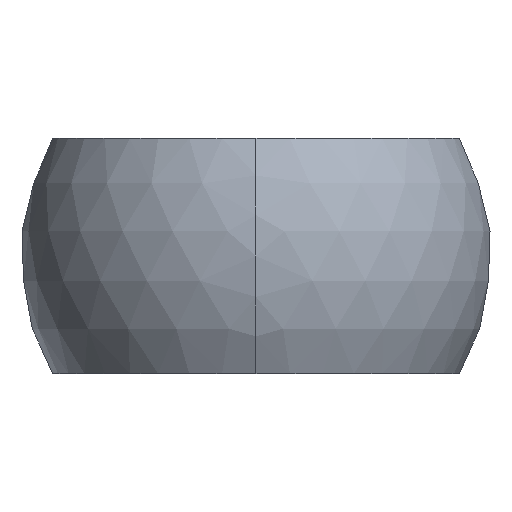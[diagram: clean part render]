
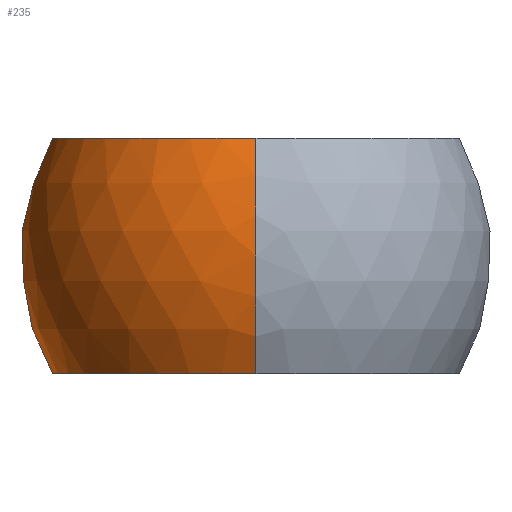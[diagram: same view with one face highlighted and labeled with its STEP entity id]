
A CAD part, left-side view. The second image highlights one B-rep face of the part: STEP entity #235.
In plain terms, the highlighted spherical face has radius 7 mm.
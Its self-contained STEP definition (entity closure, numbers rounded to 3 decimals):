
#109=VERTEX_POINT('',#296);
#119=VERTEX_POINT('',#307);
#131=EDGE_CURVE('',#109,#119,#320,.T.);
#175=EDGE_CURVE('',#119,#277,#367,.T.);
#207=EDGE_CURVE('',#277,#259,#402,.T.);
#235=ADVANCED_FACE('',(#435),#436,.T.);
#259=VERTEX_POINT('',#467);
#273=EDGE_CURVE('',#259,#109,#481,.T.);
#277=VERTEX_POINT('',#485);
#296=CARTESIAN_POINT('',(5.4,2.756,-3.5));
#307=CARTESIAN_POINT('',(5.4,2.756,3.5));
#320=CIRCLE('',#547,4.455);
#367=CIRCLE('',#674,6.062);
#402=CIRCLE('',#717,7.0);
#435=FACE_OUTER_BOUND('',#758,.T.);
#436=SPHERICAL_SURFACE('',#759,7.0);
#467=CARTESIAN_POINT('',(-6.062,0.,-3.5));
#481=CIRCLE('',#816,6.062);
#485=CARTESIAN_POINT('',(-6.062,0.,3.5));
#547=AXIS2_PLACEMENT_3D('',#843,#844,#845);
#674=AXIS2_PLACEMENT_3D('',#891,#892,#893);
#717=AXIS2_PLACEMENT_3D('',#934,#935,#936);
#758=EDGE_LOOP('',(#992,#993,#994,#995));
#759=AXIS2_PLACEMENT_3D('',#996,#997,#998);
#816=AXIS2_PLACEMENT_3D('',#1065,#1066,#1067);
#843=CARTESIAN_POINT('',(5.4,0.0,0.0));
#844=DIRECTION('',(1.0,0.0,0.0));
#845=DIRECTION('',(0.0,1.0,0.0));
#891=CARTESIAN_POINT('',(0.0,0.0,3.5));
#892=DIRECTION('',(0.0,-0.0,1.0));
#893=DIRECTION('',(0.0,1.0,0.0));
#934=CARTESIAN_POINT('',(0.0,0.0,0.0));
#935=DIRECTION('',(0.,-1.0,0.0));
#936=DIRECTION('',(0.0,0.0,1.0));
#992=ORIENTED_EDGE('',*,*,#207,.F.);
#993=ORIENTED_EDGE('',*,*,#175,.F.);
#994=ORIENTED_EDGE('',*,*,#131,.F.);
#995=ORIENTED_EDGE('',*,*,#273,.F.);
#996=CARTESIAN_POINT('',(0.0,0.0,0.0));
#997=DIRECTION('',(0.0,0.0,1.0));
#998=DIRECTION('',(1.0,0.0,0.0));
#1065=CARTESIAN_POINT('',(0.0,0.0,-3.5));
#1066=DIRECTION('',(-0.0,-0.0,-1.0));
#1067=DIRECTION('',(0.0,-1.0,0.0));
